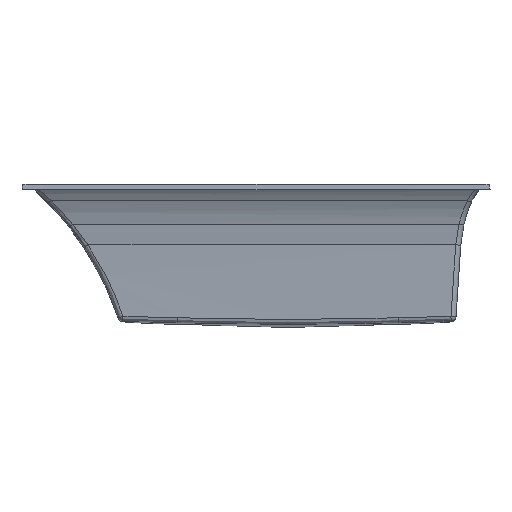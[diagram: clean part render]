
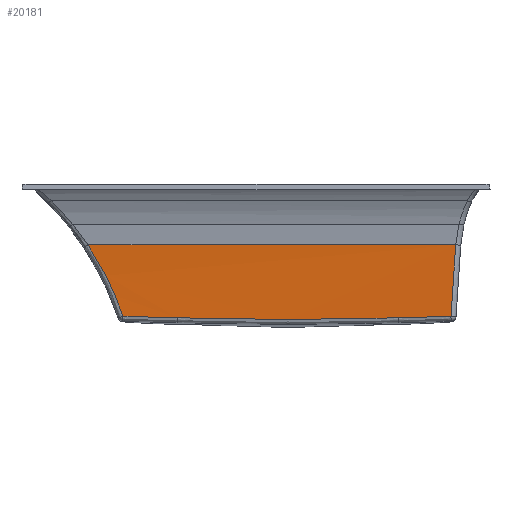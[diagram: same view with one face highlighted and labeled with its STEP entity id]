
A CAD part, top view. The second image highlights one B-rep face of the part: STEP entity #20181.
In plain terms, the highlighted cylindrical face has radius 4291.5 mm (diameter 8583 mm), a partial arc.
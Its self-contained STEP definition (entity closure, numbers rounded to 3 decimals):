
#3319=CARTESIAN_POINT('',(399.561,-484.065,249.113));
#3320=CARTESIAN_POINT('',(414.289,-483.733,249.124));
#3321=CARTESIAN_POINT('',(445.624,-482.922,249.152));
#3322=CARTESIAN_POINT('',(495.312,-481.533,249.201));
#3323=CARTESIAN_POINT('',(544.331,-480.112,249.252));
#3324=CARTESIAN_POINT('',(576.746,-479.154,249.286));
#3325=CARTESIAN_POINT('',(590.814,-478.736,249.301));
#3327=CARTESIAN_POINT('',(-399.557,-484.044,
249.113));
#3328=CARTESIAN_POINT('',(-384.805,-484.381,
249.102));
#3329=CARTESIAN_POINT('',(-356.151,-485.027,
249.079));
#3330=CARTESIAN_POINT('',(-314.93,-485.922,
249.048));
#3331=CARTESIAN_POINT('',(-276.939,-486.711,
249.021));
#3332=CARTESIAN_POINT('',(-242.028,-487.399,
248.998));
#3333=CARTESIAN_POINT('',(-209.6,-487.993,
248.978));
#3334=CARTESIAN_POINT('',(-179.577,-488.498,
248.96));
#3335=CARTESIAN_POINT('',(-152.185,-488.907,
248.947));
#3336=CARTESIAN_POINT('',(-127.131,-489.233,
248.936));
#3337=CARTESIAN_POINT('',(-103.141,-489.486,
248.927));
#3338=CARTESIAN_POINT('',(-78.438,-489.711,
248.92));
#3339=CARTESIAN_POINT('',(-51.831,-489.953,
248.912));
#3340=CARTESIAN_POINT('',(-22.771,-490.173,
248.904));
#3341=CARTESIAN_POINT('',(8.902,-490.23,248.902));
#3342=CARTESIAN_POINT('',(43.499,-490.098,248.907));
#3343=CARTESIAN_POINT('',(81.206,-489.814,248.916));
#3344=CARTESIAN_POINT('',(122.367,-489.351,248.932));
#3345=CARTESIAN_POINT('',(167.612,-488.703,248.953));
#3346=CARTESIAN_POINT('',(217.786,-487.852,248.982));
#3347=CARTESIAN_POINT('',(273.782,-486.778,249.019));
#3348=CARTESIAN_POINT('',(335.019,-485.503,249.063));
#3349=CARTESIAN_POINT('',(377.689,-484.559,249.095));
#3350=CARTESIAN_POINT('',(399.561,-484.065,249.113));
#3352=CARTESIAN_POINT('',(-596.661,-478.715,
249.302));
#3353=CARTESIAN_POINT('',(-596.646,-478.715,
249.302));
#3354=CARTESIAN_POINT('',(-596.131,-478.733,
249.302));
#3355=CARTESIAN_POINT('',(-595.069,-478.771,
249.3));
#3356=CARTESIAN_POINT('',(-593.425,-478.828,
249.298));
#3357=CARTESIAN_POINT('',(-591.634,-478.89,
249.296));
#3358=CARTESIAN_POINT('',(-589.687,-478.957,
249.294));
#3359=CARTESIAN_POINT('',(-587.582,-479.028,
249.291));
#3360=CARTESIAN_POINT('',(-585.313,-479.105,
249.288));
#3361=CARTESIAN_POINT('',(-582.87,-479.186,
249.285));
#3362=CARTESIAN_POINT('',(-580.239,-479.273,
249.282));
#3363=CARTESIAN_POINT('',(-577.401,-479.365,
249.279));
#3364=CARTESIAN_POINT('',(-574.318,-479.464,
249.275));
#3365=CARTESIAN_POINT('',(-570.928,-479.571,
249.271));
#3366=CARTESIAN_POINT('',(-567.151,-479.689,
249.267));
#3367=CARTESIAN_POINT('',(-562.905,-479.819,
249.263));
#3368=CARTESIAN_POINT('',(-558.135,-479.963,
249.257));
#3369=CARTESIAN_POINT('',(-552.81,-480.121,
249.252));
#3370=CARTESIAN_POINT('',(-546.933,-480.294,
249.246));
#3371=CARTESIAN_POINT('',(-540.522,-480.479,
249.239));
#3372=CARTESIAN_POINT('',(-533.561,-480.678,
249.232));
#3373=CARTESIAN_POINT('',(-525.976,-480.89,
249.224));
#3374=CARTESIAN_POINT('',(-517.63,-481.12,
249.216));
#3375=CARTESIAN_POINT('',(-508.392,-481.369,
249.207));
#3376=CARTESIAN_POINT('',(-498.203,-481.639,
249.198));
#3377=CARTESIAN_POINT('',(-487.028,-481.929,
249.187));
#3378=CARTESIAN_POINT('',(-474.803,-482.241,
249.176));
#3379=CARTESIAN_POINT('',(-461.384,-482.576,
249.165));
#3380=CARTESIAN_POINT('',(-446.588,-482.939,
249.152));
#3381=CARTESIAN_POINT('',(-430.272,-483.331,
249.138));
#3382=CARTESIAN_POINT('',(-414.42,-483.703,
249.125));
#3383=CARTESIAN_POINT('',(-404.002,-483.943,
249.117));
#3384=CARTESIAN_POINT('',(-399.557,-484.044,
249.113));
#3386=CARTESIAN_POINT('',(-723.599,-219.914,
266.482));
#3387=CARTESIAN_POINT('',(-718.222,-228.024,
265.697));
#3388=CARTESIAN_POINT('',(-707.7,-244.348,
264.163));
#3389=CARTESIAN_POINT('',(-692.618,-269.144,
261.978));
#3390=CARTESIAN_POINT('',(-678.219,-294.268,
259.911));
#3391=CARTESIAN_POINT('',(-664.469,-319.775,
257.965));
#3392=CARTESIAN_POINT('',(-651.373,-345.653,
256.146));
#3393=CARTESIAN_POINT('',(-638.974,-371.813,
254.468));
#3394=CARTESIAN_POINT('',(-627.307,-398.173,
252.939));
#3395=CARTESIAN_POINT('',(-616.363,-424.732,
251.562));
#3396=CARTESIAN_POINT('',(-606.113,-451.556,
250.34));
#3397=CARTESIAN_POINT('',(-599.736,-469.631,
249.63));
#3398=CARTESIAN_POINT('',(-596.661,-478.715,
249.302));
#3400=CARTESIAN_POINT('',(590.814,-478.736,249.301));
#3401=CARTESIAN_POINT('',(591.478,-460.409,249.963));
#3402=CARTESIAN_POINT('',(593.738,-407.412,252.215));
#3403=CARTESIAN_POINT('',(599.037,-321.042,257.491));
#3404=CARTESIAN_POINT('',(604.833,-253.192,263.261));
#3405=CARTESIAN_POINT('',(608.069,-219.914,266.482));
#8395=DIRECTION('',(1.,0.,0.));
#8396=VECTOR('',#8395,1331.668);
#8397=CARTESIAN_POINT('',(-723.599,-219.914,
266.482));
#8398=LINE('',#8397,#8396);
#10026=VERTEX_POINT('',#3352);
#10027=VERTEX_POINT('',#3384);
#10028=VERTEX_POINT('',#3319);
#10029=VERTEX_POINT('',#3325);
#10030=VERTEX_POINT('',#3405);
#10031=CARTESIAN_POINT('',(-723.599,-219.914,
266.482));
#10032=VERTEX_POINT('',#10031);
#20163=CARTESIAN_POINT('',(634.702,-633.443,4538.012));
#20164=DIRECTION('',(-1.,0.,0.));
#20165=DIRECTION('',(0.,0.,1.));
#20166=AXIS2_PLACEMENT_3D('',#20163,#20164,#20165);
#20167=CYLINDRICAL_SURFACE('',#20166,4291.5);
#20169=ORIENTED_EDGE('',*,*,#20168,.F.);
#20171=ORIENTED_EDGE('',*,*,#20170,.F.);
#20172=ORIENTED_EDGE('',*,*,#20153,.F.);
#20174=ORIENTED_EDGE('',*,*,#20173,.F.);
#20176=ORIENTED_EDGE('',*,*,#20175,.T.);
#20178=ORIENTED_EDGE('',*,*,#20177,.F.);
#20179=EDGE_LOOP('',(#20169,#20171,#20172,#20174,#20176,#20178));
#20180=FACE_OUTER_BOUND('',#20179,.F.);
#20181=ADVANCED_FACE('',(#20180),#20167,.F.);
#3326=B_SPLINE_CURVE_WITH_KNOTS('',3,(#3319,#3320,#3321,#3322,#3323,#3324,
#3325),.UNSPECIFIED.,.F.,.F.,(4,1,1,1,4),(0.,0.231,
0.492,0.779,1.),.UNSPECIFIED.);
#3351=B_SPLINE_CURVE_WITH_KNOTS('',3,(#3327,#3328,#3329,#3330,#3331,#3332,#3333,
#3334,#3335,#3336,#3337,#3338,#3339,#3340,#3341,#3342,#3343,#3344,#3345,#3346,
#3347,#3348,#3349,#3350),.UNSPECIFIED.,.F.,.F.,(4,1,1,1,1,1,1,1,1,1,1,1,1,1,1,1,
1,1,1,1,1,4),(0.,0.055,0.108,0.155,
0.198,0.239,0.276,0.311,
0.341,0.371,0.401,0.434,
0.47,0.51,0.553,0.6,
0.651,0.708,0.77,0.84,
0.918,1.),.UNSPECIFIED.);
#3385=B_SPLINE_CURVE_WITH_KNOTS('',3,(#3352,#3353,#3354,#3355,#3356,#3357,#3358,
#3359,#3360,#3361,#3362,#3363,#3364,#3365,#3366,#3367,#3368,#3369,#3370,#3371,
#3372,#3373,#3374,#3375,#3376,#3377,#3378,#3379,#3380,#3381,#3382,#3383,#3384),
.UNSPECIFIED.,.F.,.F.,(4,1,1,1,1,1,1,1,1,1,1,1,1,1,1,1,1,1,1,1,1,1,1,1,1,1,1,1,
1,1,4),(0.,0.,0.008,0.016,
0.025,0.035,0.046,0.057,
0.07,0.083,0.097,0.113,
0.13,0.149,0.17,0.195,
0.222,0.252,0.284,0.319,
0.357,0.4,0.446,0.498,
0.555,0.616,0.684,0.759,
0.841,0.932,1.),.UNSPECIFIED.);
#3399=B_SPLINE_CURVE_WITH_KNOTS('',3,(#3386,#3387,#3388,#3389,#3390,#3391,#3392,
#3393,#3394,#3395,#3396,#3397,#3398),.UNSPECIFIED.,.F.,.F.,(4,1,1,1,1,1,1,1,1,1,
4),(0.,0.1,0.2,0.3,0.4,0.5,0.6,0.7,0.8,0.9,1.),
.UNSPECIFIED.);
#3406=B_SPLINE_CURVE_WITH_KNOTS('',3,(#3400,#3401,#3402,#3403,#3404,#3405),
.UNSPECIFIED.,.F.,.F.,(4,1,1,4),(0.,0.212,0.612,1.),
.UNSPECIFIED.);
#20153=EDGE_CURVE('',#10026,#10027,#3385,.T.);
#20168=EDGE_CURVE('',#10028,#10029,#3326,.T.);
#20170=EDGE_CURVE('',#10027,#10028,#3351,.T.);
#20173=EDGE_CURVE('',#10032,#10026,#3399,.T.);
#20175=EDGE_CURVE('',#10032,#10030,#8398,.T.);
#20177=EDGE_CURVE('',#10029,#10030,#3406,.T.);
